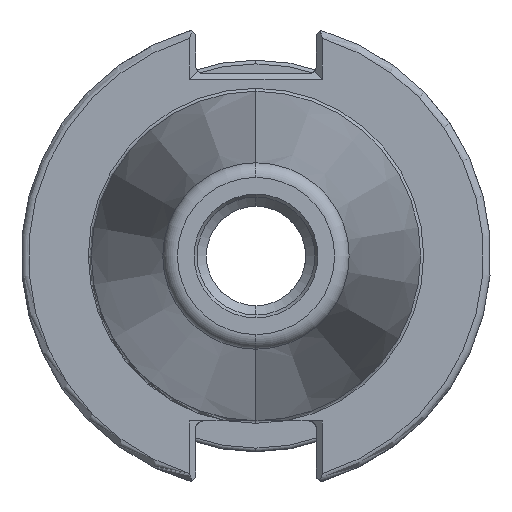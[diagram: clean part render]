
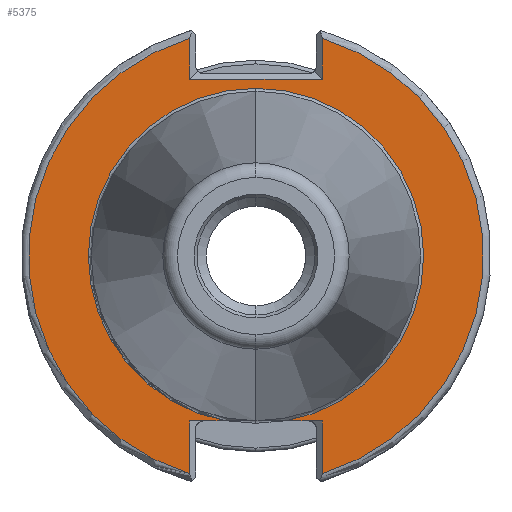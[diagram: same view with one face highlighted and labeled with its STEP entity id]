
A CAD part, left-side view. The second image highlights one B-rep face of the part: STEP entity #5375.
In plain terms, the highlighted planar face has unit normal (-1, 0, 0).
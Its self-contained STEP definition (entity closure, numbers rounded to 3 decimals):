
#42 = VECTOR ( 'NONE', #1447, 1000. ) ;
#97 = AXIS2_PLACEMENT_3D ( 'NONE', #4911, #4919, #4920 ) ;
#205 = LINE ( 'NONE', #4023, #1556 ) ;
#219 = DIRECTION ( 'NONE',  ( -1., 0., 0. ) ) ;
#226 = ORIENTED_EDGE ( 'NONE', *, *, #327, .T. ) ;
#271 = LINE ( 'NONE', #3561, #3295 ) ;
#287 = VERTEX_POINT ( 'NONE', #4747 ) ;
#311 = CIRCLE ( 'NONE', #731, 22.775 ) ;
#327 = EDGE_CURVE ( 'NONE', #3083, #3937, #4197, .T. ) ;
#334 = CARTESIAN_POINT ( 'NONE',  ( -96.9, 0., 0. ) ) ;
#411 = DIRECTION ( 'NONE',  ( 0., 0., -1. ) ) ;
#412 = DIRECTION ( 'NONE',  ( 0., 1., 0. ) ) ;
#436 = EDGE_CURVE ( 'NONE', #605, #5194, #205, .T. ) ;
#518 = EDGE_CURVE ( 'NONE', #2820, #2132, #2335, .T. ) ;
#605 = VERTEX_POINT ( 'NONE', #5647 ) ;
#627 = EDGE_CURVE ( 'NONE', #1797, #287, #2941, .T. ) ;
#654 = ORIENTED_EDGE ( 'NONE', *, *, #4474, .T. ) ;
#678 = CARTESIAN_POINT ( 'NONE',  ( -96.9, -8.99, -29.563 ) ) ;
#731 = AXIS2_PLACEMENT_3D ( 'NONE', #5409, #4986, #4241 ) ;
#827 = EDGE_CURVE ( 'NONE', #2709, #3083, #271, .T. ) ;
#844 = CARTESIAN_POINT ( 'NONE',  ( -96.9, 4.061, -22.41 ) ) ;
#896 = CIRCLE ( 'NONE', #3317, 22.775 ) ;
#1236 = LINE ( 'NONE', #5307, #2298 ) ;
#1258 = CARTESIAN_POINT ( 'NONE',  ( -96.9, -8.99, 24. ) ) ;
#1266 = LINE ( 'NONE', #1441, #42 ) ;
#1300 = ORIENTED_EDGE ( 'NONE', *, *, #827, .T. ) ;
#1357 = EDGE_LOOP ( 'NONE', ( #1300, #226, #2603, #2757, #3925, #4081, #5262, #654, #1863, #4218, #5394 ) ) ;
#1441 = CARTESIAN_POINT ( 'NONE',  ( -96.9, 8.99, 0. ) ) ;
#1447 = DIRECTION ( 'NONE',  ( 0., 0., 1. ) ) ;
#1514 = VERTEX_POINT ( 'NONE', #1258 ) ;
#1556 = VECTOR ( 'NONE', #5119, 1000. ) ;
#1563 = EDGE_CURVE ( 'NONE', #3937, #2820, #1266, .T. ) ;
#1654 = FACE_OUTER_BOUND ( 'NONE', #1357, .T. ) ;
#1797 = VERTEX_POINT ( 'NONE', #678 ) ;
#1799 = CARTESIAN_POINT ( 'NONE',  ( -96.9, -8.99, -22.41 ) ) ;
#1837 = CARTESIAN_POINT ( 'NONE',  ( -96.9, 0., 22.775 ) ) ;
#1863 = ORIENTED_EDGE ( 'NONE', *, *, #627, .T. ) ;
#1909 = CARTESIAN_POINT ( 'NONE',  ( -96.9, -8.99, 0. ) ) ;
#2094 = DIRECTION ( 'NONE',  ( 0., 0., 1. ) ) ;
#2112 = DIRECTION ( 'NONE',  ( 0., 0., -1. ) ) ;
#2125 = DIRECTION ( 'NONE',  ( -1., 0., 0. ) ) ;
#2132 = VERTEX_POINT ( 'NONE', #844 ) ;
#2149 = CARTESIAN_POINT ( 'NONE',  ( -96.9, 8.99, -29.563 ) ) ;
#2169 = CARTESIAN_POINT ( 'NONE',  ( -96.9, 0., 0. ) ) ;
#2298 = VECTOR ( 'NONE', #5210, 1000. ) ;
#2335 = LINE ( 'NONE', #5322, #5681 ) ;
#2572 = EDGE_CURVE ( 'NONE', #1514, #2709, #5661, .T. ) ;
#2603 = ORIENTED_EDGE ( 'NONE', *, *, #1563, .T. ) ;
#2709 = VERTEX_POINT ( 'NONE', #3120 ) ;
#2757 = ORIENTED_EDGE ( 'NONE', *, *, #518, .T. ) ;
#2820 = VERTEX_POINT ( 'NONE', #3770 ) ;
#2941 = CIRCLE ( 'NONE', #5043, 30.9 ) ;
#3013 = EDGE_CURVE ( 'NONE', #4201, #2132, #311, .T. ) ;
#3076 = DIRECTION ( 'NONE',  ( 0., 0., -1. ) ) ;
#3083 = VERTEX_POINT ( 'NONE', #4430 ) ;
#3095 = DIRECTION ( 'NONE',  ( 1., 0., 0. ) ) ;
#3120 = CARTESIAN_POINT ( 'NONE',  ( -96.9, 8.99, 24. ) ) ;
#3237 = PLANE ( 'NONE',  #4200 ) ;
#3295 = VECTOR ( 'NONE', #3458, 1000. ) ;
#3317 = AXIS2_PLACEMENT_3D ( 'NONE', #2169, #2125, #2094 ) ;
#3458 = DIRECTION ( 'NONE',  ( 0., 0., 1. ) ) ;
#3561 = CARTESIAN_POINT ( 'NONE',  ( -96.9, 8.99, 30.831 ) ) ;
#3770 = CARTESIAN_POINT ( 'NONE',  ( -96.9, 8.99, -22.41 ) ) ;
#3925 = ORIENTED_EDGE ( 'NONE', *, *, #3013, .F. ) ;
#3937 = VERTEX_POINT ( 'NONE', #2149 ) ;
#3998 = CARTESIAN_POINT ( 'NONE',  ( -96.9, 0., 24. ) ) ;
#4023 = CARTESIAN_POINT ( 'NONE',  ( -96.9, -8.19, -22.41 ) ) ;
#4081 = ORIENTED_EDGE ( 'NONE', *, *, #4176, .F. ) ;
#4176 = EDGE_CURVE ( 'NONE', #605, #4201, #896, .T. ) ;
#4197 = CIRCLE ( 'NONE', #97, 30.9 ) ;
#4200 = AXIS2_PLACEMENT_3D ( 'NONE', #4297, #3095, #3076 ) ;
#4201 = VERTEX_POINT ( 'NONE', #1837 ) ;
#4218 = ORIENTED_EDGE ( 'NONE', *, *, #5558, .T. ) ;
#4241 = DIRECTION ( 'NONE',  ( 0., 0., 1. ) ) ;
#4297 = CARTESIAN_POINT ( 'NONE',  ( -96.9, 0., 0. ) ) ;
#4430 = CARTESIAN_POINT ( 'NONE',  ( -96.9, 8.99, 29.563 ) ) ;
#4474 = EDGE_CURVE ( 'NONE', #5194, #1797, #5406, .T. ) ;
#4528 = VECTOR ( 'NONE', #2112, 1000. ) ;
#4549 = VECTOR ( 'NONE', #412, 1000. ) ;
#4747 = CARTESIAN_POINT ( 'NONE',  ( -96.9, -8.99, 29.563 ) ) ;
#4911 = CARTESIAN_POINT ( 'NONE',  ( -96.9, 0., 0. ) ) ;
#4919 = DIRECTION ( 'NONE',  ( -1., 0., 0. ) ) ;
#4920 = DIRECTION ( 'NONE',  ( 0., 0., -1. ) ) ;
#4986 = DIRECTION ( 'NONE',  ( -1., 0., 0. ) ) ;
#5043 = AXIS2_PLACEMENT_3D ( 'NONE', #334, #219, #411 ) ;
#5119 = DIRECTION ( 'NONE',  ( 0., -1., 0. ) ) ;
#5194 = VERTEX_POINT ( 'NONE', #1799 ) ;
#5210 = DIRECTION ( 'NONE',  ( 0., 0., -1. ) ) ;
#5262 = ORIENTED_EDGE ( 'NONE', *, *, #436, .T. ) ;
#5307 = CARTESIAN_POINT ( 'NONE',  ( -96.9, -8.99, 24.8 ) ) ;
#5322 = CARTESIAN_POINT ( 'NONE',  ( -96.9, -8.19, -22.41 ) ) ;
#5334 = DIRECTION ( 'NONE',  ( 0., -1., 0. ) ) ;
#5375 = ADVANCED_FACE ( 'NONE', ( #1654 ), #3237, .F. ) ;
#5394 = ORIENTED_EDGE ( 'NONE', *, *, #2572, .T. ) ;
#5406 = LINE ( 'NONE', #1909, #4528 ) ;
#5409 = CARTESIAN_POINT ( 'NONE',  ( -96.9, 0., 0. ) ) ;
#5558 = EDGE_CURVE ( 'NONE', #287, #1514, #1236, .T. ) ;
#5647 = CARTESIAN_POINT ( 'NONE',  ( -96.9, -4.061, -22.41 ) ) ;
#5661 = LINE ( 'NONE', #3998, #4549 ) ;
#5681 = VECTOR ( 'NONE', #5334, 1000. ) ;
